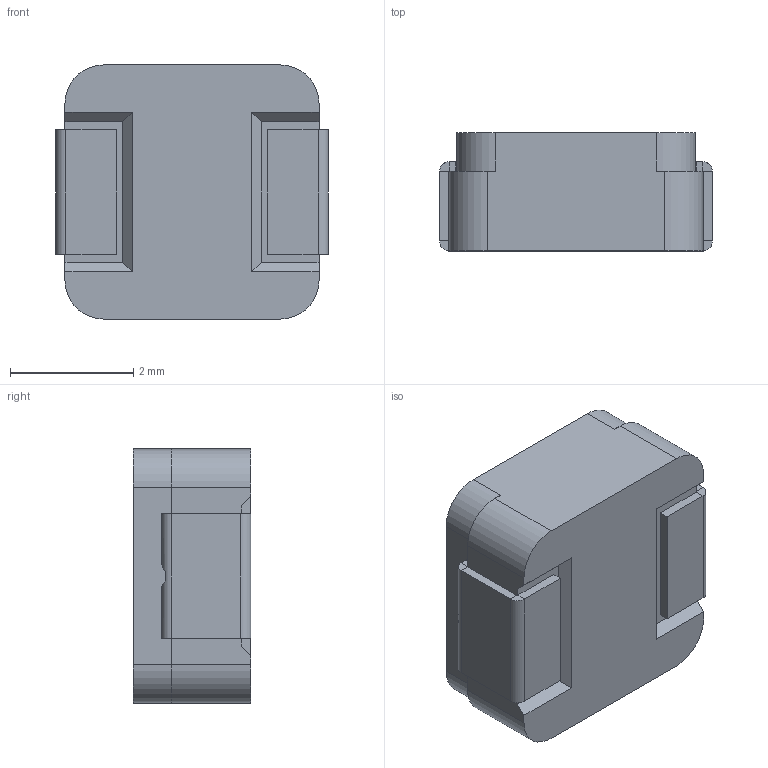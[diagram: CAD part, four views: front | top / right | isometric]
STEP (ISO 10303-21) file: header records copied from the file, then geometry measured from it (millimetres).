
FILE_DESCRIPTION(('STEP AP242'),'1');
FILE_NAME('ihlp1616bzer2r2m01.stp','2022-12-03T10:50:52',('TraceParts'),('TraceParts S.A.'),'Spatial InterOp 3D',' ',' ');
FILE_SCHEMA(('AP242_MANAGED_MODEL_BASED_3D_ENGINEERING_MIM_LF {1 0 10303 442 1 1 4}'));
Length unit declared in the file: millimetre
Products named in the file (1): ihlp1616bzer2r2m01
Bounding box: 4.43 x 1.92 x 4.13 mm (x, y, z)
Volume: 32.1 mm3; surface area: 66.2 mm2
Topology: 1 solids, 1 shells, 82 faces, 220 edges, 140 vertices
Faces by surface type: plane 60, cylinder 18, bspline 4
Entity records: 3233 total; most frequent: CARTESIAN_POINT 527, ORIENTED_EDGE 440, DIRECTION 394, EDGE_CURVE 220, LINE 164, VECTOR 164, VERTEX_POINT 140, AXIS2_PLACEMENT_3D 115
